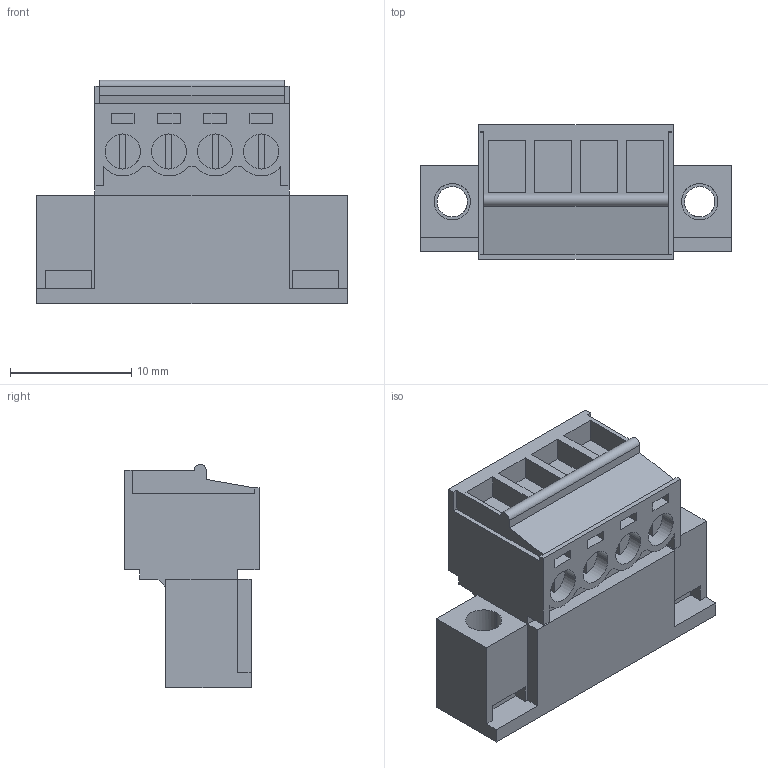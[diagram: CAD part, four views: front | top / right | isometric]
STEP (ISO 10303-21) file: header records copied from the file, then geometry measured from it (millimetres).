
FILE_DESCRIPTION(('CATIA V5 STEP Exchange','CAx-IF Rec.Pracs.--- Model Styling and Organization---1.2---2011-12-15'),'2;1');
FILE_NAME ('D1460700_0', '2018-05-10T14:11:40+00:00', ('none'), ('Weidmueller'), 'CATIA Version 5-6 Release 2014', 'CATIA V5 STEP AP214', 'none');
FILE_SCHEMA(('AUTOMOTIVE_DESIGN { 1 0 10303 214 1 1 1 1 }'));
Length unit declared in the file: millimetre
Products named in the file (1): 1970930000
Bounding box: 25.63 x 11.1 x 18.45 mm (x, y, z)
Volume: 2201.2 mm3; surface area: 3075.9 mm2
Topology: 11 solids, 11 shells, 307 faces, 793 edges, 528 vertices
Faces by surface type: plane 262, cylinder 45
Entity records: 8802 total; most frequent: CARTESIAN_POINT 1684, ORIENTED_EDGE 1586, DIRECTION 1183, EDGE_CURVE 793, VECTOR 663, LINE 663, VERTEX_POINT 528, EDGE_LOOP 339
